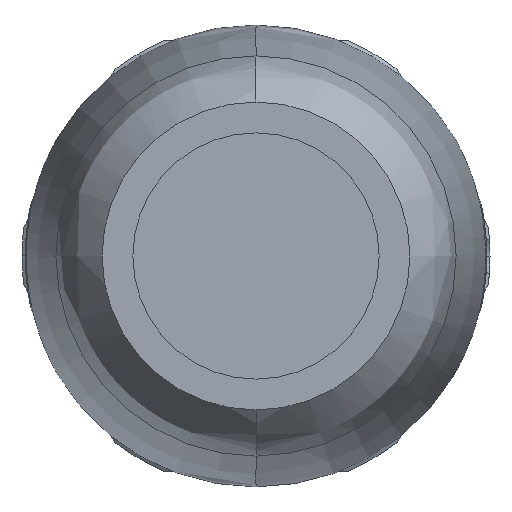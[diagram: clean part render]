
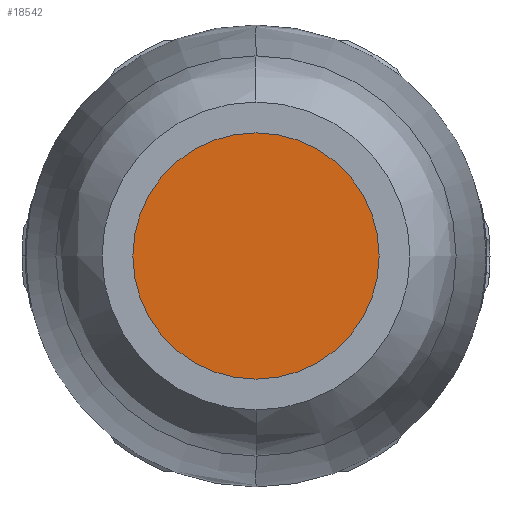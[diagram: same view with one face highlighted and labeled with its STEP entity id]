
A CAD part, front view. The second image highlights one B-rep face of the part: STEP entity #18542.
In plain terms, the highlighted planar face has unit normal (0, -1, 0).
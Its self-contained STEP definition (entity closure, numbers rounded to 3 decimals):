
#5974=CARTESIAN_POINT('',(0.,-104.,0.));
#5975=DIRECTION('',(0.,1.,0.));
#5976=DIRECTION('',(-1.,0.,0.));
#5977=AXIS2_PLACEMENT_3D('',#5974,#5975,#5976);
#5979=CARTESIAN_POINT('',(0.,-104.,0.));
#5980=DIRECTION('',(0.,1.,0.));
#5981=DIRECTION('',(1.,0.,0.));
#5982=AXIS2_PLACEMENT_3D('',#5979,#5980,#5981);
#8655=CARTESIAN_POINT('',(4.,-104.,0.));
#8656=VERTEX_POINT('',#8655);
#8657=CARTESIAN_POINT('',(-4.,-104.,0.));
#8658=VERTEX_POINT('',#8657);
#18533=CARTESIAN_POINT('',(0.,-104.,0.));
#18534=DIRECTION('',(0.,1.,0.));
#18535=DIRECTION('',(1.,0.,0.));
#18536=AXIS2_PLACEMENT_3D('',#18533,#18534,#18535);
#18537=PLANE('',#18536);
#18538=ORIENTED_EDGE('',*,*,#18513,.T.);
#18539=ORIENTED_EDGE('',*,*,#18527,.T.);
#18540=EDGE_LOOP('',(#18538,#18539));
#18541=FACE_OUTER_BOUND('',#18540,.F.);
#18542=ADVANCED_FACE('',(#18541),#18537,.F.);
#5978=CIRCLE('',#5977,4.);
#5983=CIRCLE('',#5982,4.);
#18513=EDGE_CURVE('',#8658,#8656,#5978,.T.);
#18527=EDGE_CURVE('',#8656,#8658,#5983,.T.);
